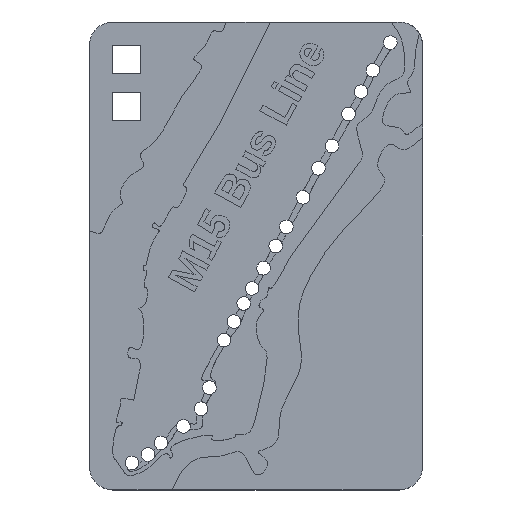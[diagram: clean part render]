
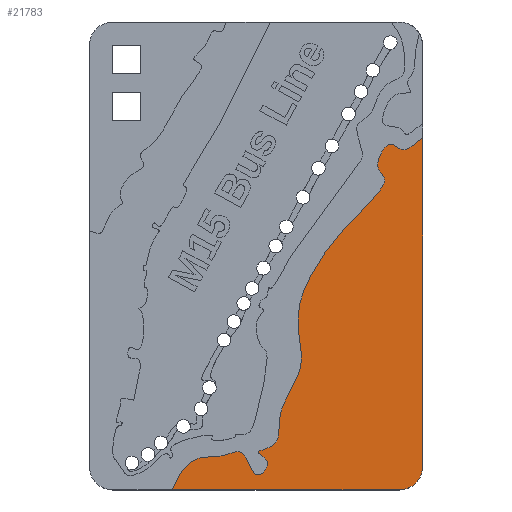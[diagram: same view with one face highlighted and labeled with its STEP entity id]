
A CAD part, top view. The second image highlights one B-rep face of the part: STEP entity #21783.
In plain terms, the highlighted planar face has unit normal (0, 0, 1).
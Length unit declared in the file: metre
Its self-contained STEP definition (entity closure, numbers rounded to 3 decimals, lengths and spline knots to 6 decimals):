
#1243=B_SPLINE_CURVE_WITH_KNOTS('',3,(#33450,#33451,#33452,#33453,#33454,
#33455,#33456,#33457,#33458,#33459,#33460,#33461,#33462,#33463,#33464,#33465,
#33466,#33467,#33468,#33469,#33470,#33471,#33472,#33473,#33474,#33475,#33476,
#33477,#33478,#33479,#33480,#33481,#33482),.UNSPECIFIED.,.F.,.F.,(4,1,1,
1,1,1,1,1,1,1,1,1,1,1,1,1,1,1,1,1,1,1,1,1,1,1,1,1,1,1,4),(0.,0.034614,
0.067722,0.101998,0.134702,0.171582,
0.200721,0.227422,0.258152,0.29827,
0.349129,0.389814,0.435606,0.501408,
0.558474,0.586306,0.622748,0.649933,
0.680998,0.697804,0.722835,0.753843,
0.773632,0.80346,0.824803,0.861967,
0.88858,0.910501,0.935023,0.966355,
1.),.UNSPECIFIED.);
#2114=CIRCLE('',#23251,0.005);
#3569=ORIENTED_EDGE('',*,*,#10251,.F.);
#3570=ORIENTED_EDGE('',*,*,#10245,.F.);
#3571=ORIENTED_EDGE('',*,*,#10242,.F.);
#3572=ORIENTED_EDGE('',*,*,#10239,.F.);
#10239=EDGE_CURVE('',#13589,#13587,#15146,.T.);
#10242=EDGE_CURVE('',#13587,#13591,#2114,.T.);
#10245=EDGE_CURVE('',#13591,#13593,#15150,.T.);
#10251=EDGE_CURVE('',#13593,#13589,#1243,.T.);
#13587=VERTEX_POINT('',#33170);
#13589=VERTEX_POINT('',#33176);
#13591=VERTEX_POINT('',#33181);
#13593=VERTEX_POINT('',#33189);
#15146=LINE('',#33177,#17004);
#15150=LINE('',#33188,#17008);
#17004=VECTOR('',#25047,1.);
#17008=VECTOR('',#25059,1.);
#18635=EDGE_LOOP('',(#3569,#3570,#3571,#3572));
#20016=FACE_BOUND('',#18635,.T.);
#21221=PLANE('',#23276);
#21783=ADVANCED_FACE('',(#20016),#21221,.T.);
#23251=AXIS2_PLACEMENT_3D('',#33183,#25053,#25054);
#23276=AXIS2_PLACEMENT_3D('',#33483,#25110,#25111);
#25047=DIRECTION('',(0.,-1.,0.));
#25053=DIRECTION('',(0.,0.,-1.));
#25054=DIRECTION('',(-1.,0.,0.));
#25059=DIRECTION('',(-1.,0.,0.));
#25110=DIRECTION('',(0.,0.,1.));
#25111=DIRECTION('',(1.,0.,0.));
#33170=CARTESIAN_POINT('',(0.035607,-0.045,0.001));
#33176=CARTESIAN_POINT('',(0.035607,0.02548,0.001));
#33177=CARTESIAN_POINT('',(0.035607,0.,0.001));
#33181=CARTESIAN_POINT('',(0.030607,-0.05,0.001));
#33183=CARTESIAN_POINT('',(0.030607,-0.045,0.001));
#33188=CARTESIAN_POINT('',(0.,-0.05,0.001));
#33189=CARTESIAN_POINT('',(-0.017883,-0.05,0.001));
#33450=CARTESIAN_POINT('',(-0.017883,-0.05,0.001));
#33451=CARTESIAN_POINT('',(-0.017232,-0.048484,0.001));
#33452=CARTESIAN_POINT('',(-0.015959,-0.045518,0.001));
#33453=CARTESIAN_POINT('',(-0.012016,-0.042472,0.001));
#33454=CARTESIAN_POINT('',(-0.007276,-0.043397,0.001));
#33455=CARTESIAN_POINT('',(-0.002083,-0.040151,0.001));
#33456=CARTESIAN_POINT('',(-0.000623,-0.049162,0.001));
#33457=CARTESIAN_POINT('',(0.004061,-0.043733,0.001));
#33458=CARTESIAN_POINT('',(-0.001518,-0.041686,0.001));
#33459=CARTESIAN_POINT('',(0.005857,-0.040909,0.001));
#33460=CARTESIAN_POINT('',(0.003803,-0.033204,0.001));
#33461=CARTESIAN_POINT('',(0.01069,-0.024398,0.001));
#33462=CARTESIAN_POINT('',(0.008972,-0.017329,0.001));
#33463=CARTESIAN_POINT('',(0.008621,-0.008077,0.001));
#33464=CARTESIAN_POINT('',(0.017646,0.005798,0.001));
#33465=CARTESIAN_POINT('',(0.029869,0.016195,0.001));
#33466=CARTESIAN_POINT('',(0.024622,0.018595,0.001));
#33467=CARTESIAN_POINT('',(0.028551,0.025772,0.001));
#33468=CARTESIAN_POINT('',(0.031308,0.02123,0.001));
#33469=CARTESIAN_POINT('',(0.034801,0.024939,0.001));
#33470=CARTESIAN_POINT('',(0.035733,0.025046,0.001));
#33471=CARTESIAN_POINT('',(0.036444,0.029968,0.001));
#33472=CARTESIAN_POINT('',(0.031904,0.024698,0.001));
#33473=CARTESIAN_POINT('',(0.031552,0.027801,0.001));
#33474=CARTESIAN_POINT('',(0.027163,0.027493,0.001));
#33475=CARTESIAN_POINT('',(0.026789,0.029897,0.001));
#33476=CARTESIAN_POINT('',(0.029197,0.035669,0.001));
#33477=CARTESIAN_POINT('',(0.033915,0.034267,0.001));
#33478=CARTESIAN_POINT('',(0.031687,0.037157,0.001));
#33479=CARTESIAN_POINT('',(0.034035,0.038998,0.001));
#33480=CARTESIAN_POINT('',(0.033806,0.043193,0.001));
#33481=CARTESIAN_POINT('',(0.034524,0.046079,0.001));
#33482=CARTESIAN_POINT('',(0.034894,0.047573,0.001));
#33483=CARTESIAN_POINT('',(0.000059,0.,0.001));
